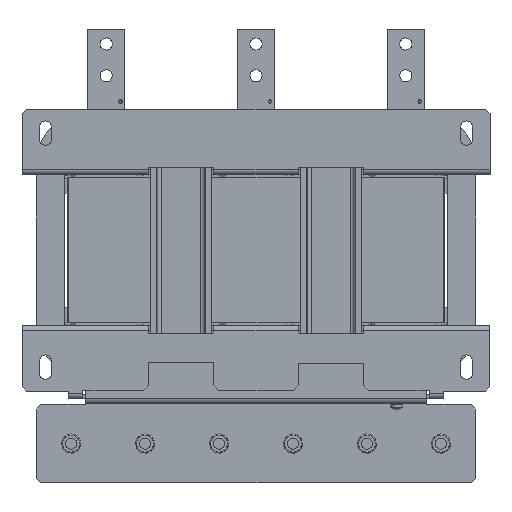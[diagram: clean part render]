
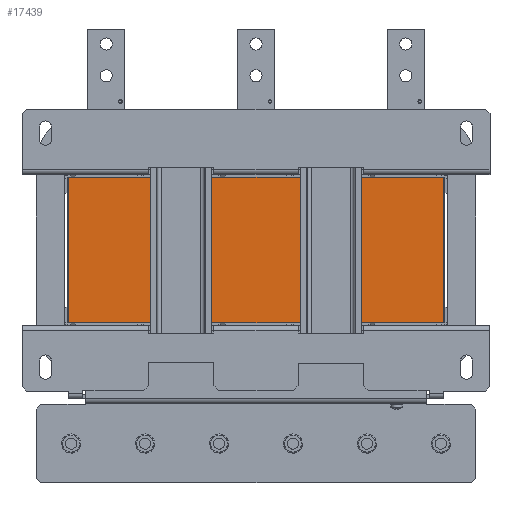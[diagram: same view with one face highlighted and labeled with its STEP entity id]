
A CAD part, front view. The second image highlights one B-rep face of the part: STEP entity #17439.
In plain terms, the highlighted planar face has unit normal (0, -1, 0).
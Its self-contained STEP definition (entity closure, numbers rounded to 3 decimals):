
#4 = CARTESIAN_POINT ( 'NONE',  ( -200., -210., 77.75 ) ) ;
#152 = EDGE_CURVE ( 'NONE', #12485, #12514, #26783, .T. ) ;
#273 = EDGE_CURVE ( 'NONE', #12514, #12638, #21249, .T. ) ;
#279 = EDGE_CURVE ( 'NONE', #27463, #12638, #21255, .T. ) ;
#281 = EDGE_CURVE ( 'NONE', #12485, #27463, #21260, .T. ) ;
#1651 = CARTESIAN_POINT ( 'NONE',  ( 200., -210., 77.75 ) ) ;
#5201 = CARTESIAN_POINT ( 'NONE',  ( -200., -210., 77.75 ) ) ;
#5217 = DIRECTION ( 'NONE',  ( 0., 0., -1. ) ) ;
#7974 = FACE_OUTER_BOUND ( 'NONE', #12674, .T. ) ;
#10843 = DIRECTION ( 'NONE',  ( 1., 0., 0. ) ) ;
#10945 = DIRECTION ( 'NONE',  ( 0., 0., -1. ) ) ;
#10954 = CARTESIAN_POINT ( 'NONE',  ( -200., -210., -77.75 ) ) ;
#10957 = CARTESIAN_POINT ( 'NONE',  ( -200., -210., 77.75 ) ) ;
#10959 = DIRECTION ( 'NONE',  ( 1., 0., 0. ) ) ;
#10965 = CARTESIAN_POINT ( 'NONE',  ( 200., -210., 77.75 ) ) ;
#12485 = VERTEX_POINT ( 'NONE', #25428 ) ;
#12514 = VERTEX_POINT ( 'NONE', #25397 ) ;
#12638 = VERTEX_POINT ( 'NONE', #25357 ) ;
#12674 = EDGE_LOOP ( 'NONE', ( #25553, #25852, #25573, #25952 ) ) ;
#13886 = AXIS2_PLACEMENT_3D ( 'NONE', #4, #29729, #29728 ) ;
#17439 = ADVANCED_FACE ( 'NONE', ( #7974 ), #25974, .F. ) ;
#21249 = LINE ( 'NONE', #10954, #21250 ) ;
#21250 = VECTOR ( 'NONE', #10843, 1000. ) ;
#21255 = LINE ( 'NONE', #10965, #21259 ) ;
#21259 = VECTOR ( 'NONE', #10945, 1000. ) ;
#21260 = LINE ( 'NONE', #10957, #21263 ) ;
#21263 = VECTOR ( 'NONE', #10959, 1000. ) ;
#25357 = CARTESIAN_POINT ( 'NONE',  ( 200., -210., -77.75 ) ) ;
#25397 = CARTESIAN_POINT ( 'NONE',  ( -200., -210., -77.75 ) ) ;
#25428 = CARTESIAN_POINT ( 'NONE',  ( -200., -210., 77.75 ) ) ;
#25553 = ORIENTED_EDGE ( 'NONE', *, *, #273, .T. ) ;
#25573 = ORIENTED_EDGE ( 'NONE', *, *, #281, .F. ) ;
#25852 = ORIENTED_EDGE ( 'NONE', *, *, #279, .F. ) ;
#25952 = ORIENTED_EDGE ( 'NONE', *, *, #152, .T. ) ;
#25974 = PLANE ( 'NONE',  #13886 ) ;
#26783 = LINE ( 'NONE', #5201, #26786 ) ;
#26786 = VECTOR ( 'NONE', #5217, 1000. ) ;
#27463 = VERTEX_POINT ( 'NONE', #1651 ) ;
#29728 = DIRECTION ( 'NONE',  ( 0., 0., 1. ) ) ;
#29729 = DIRECTION ( 'NONE',  ( 0., 1., 0. ) ) ;
